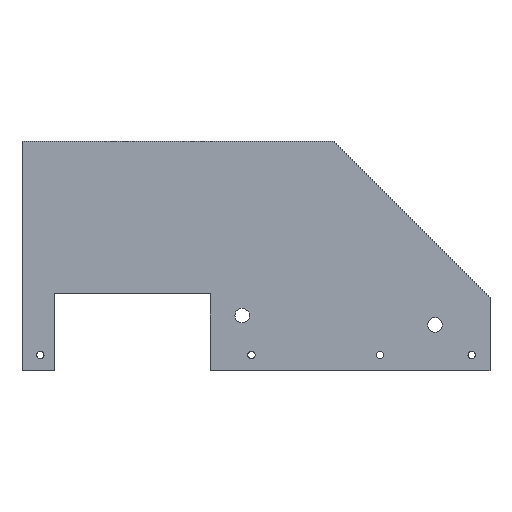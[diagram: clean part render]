
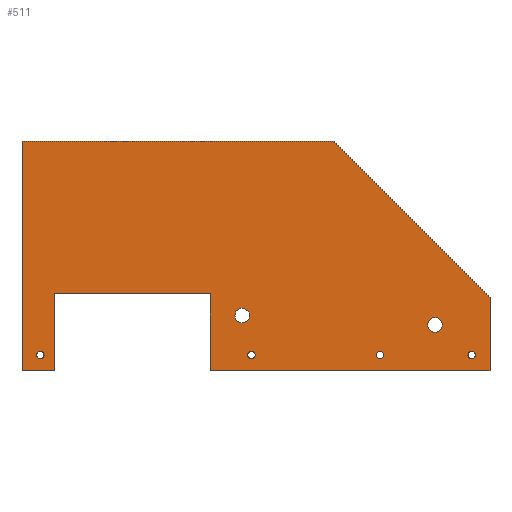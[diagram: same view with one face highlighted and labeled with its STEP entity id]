
A CAD part, top view. The second image highlights one B-rep face of the part: STEP entity #511.
In plain terms, the highlighted planar face has unit normal (0, 0, 1).
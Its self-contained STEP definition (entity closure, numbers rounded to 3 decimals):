
#106=CARTESIAN_POINT('',(-15.,-45.,4.));
#107=DIRECTION('',(0.,0.,-1.));
#108=DIRECTION('',(1.,0.,0.));
#109=AXIS2_PLACEMENT_3D('',#106,#107,#108);
#111=CARTESIAN_POINT('',(-15.,-45.,4.));
#112=DIRECTION('',(0.,0.,-1.));
#113=DIRECTION('',(-1.,0.,0.));
#114=AXIS2_PLACEMENT_3D('',#111,#112,#113);
#116=CARTESIAN_POINT('',(90.,-50.,4.));
#117=DIRECTION('',(0.,0.,-1.));
#118=DIRECTION('',(1.,0.,0.));
#119=AXIS2_PLACEMENT_3D('',#116,#117,#118);
#121=CARTESIAN_POINT('',(90.,-50.,4.));
#122=DIRECTION('',(0.,0.,-1.));
#123=DIRECTION('',(-1.,0.,0.));
#124=AXIS2_PLACEMENT_3D('',#121,#122,#123);
#126=CARTESIAN_POINT('',(-125.,-66.5,4.));
#127=DIRECTION('',(0.,0.,-1.));
#128=DIRECTION('',(1.,0.,0.));
#129=AXIS2_PLACEMENT_3D('',#126,#127,#128);
#131=CARTESIAN_POINT('',(-125.,-66.5,4.));
#132=DIRECTION('',(0.,0.,-1.));
#133=DIRECTION('',(-1.,0.,0.));
#134=AXIS2_PLACEMENT_3D('',#131,#132,#133);
#136=CARTESIAN_POINT('',(60.,-66.5,4.));
#137=DIRECTION('',(0.,0.,-1.));
#138=DIRECTION('',(1.,0.,0.));
#139=AXIS2_PLACEMENT_3D('',#136,#137,#138);
#141=CARTESIAN_POINT('',(60.,-66.5,4.));
#142=DIRECTION('',(0.,0.,-1.));
#143=DIRECTION('',(-1.,0.,0.));
#144=AXIS2_PLACEMENT_3D('',#141,#142,#143);
#146=CARTESIAN_POINT('',(110.,-66.5,4.));
#147=DIRECTION('',(0.,0.,-1.));
#148=DIRECTION('',(1.,0.,0.));
#149=AXIS2_PLACEMENT_3D('',#146,#147,#148);
#151=CARTESIAN_POINT('',(110.,-66.5,4.));
#152=DIRECTION('',(0.,0.,-1.));
#153=DIRECTION('',(-1.,0.,0.));
#154=AXIS2_PLACEMENT_3D('',#151,#152,#153);
#156=CARTESIAN_POINT('',(-10.,-66.5,4.));
#157=DIRECTION('',(0.,0.,-1.));
#158=DIRECTION('',(1.,0.,0.));
#159=AXIS2_PLACEMENT_3D('',#156,#157,#158);
#161=CARTESIAN_POINT('',(-10.,-66.5,4.));
#162=DIRECTION('',(0.,0.,-1.));
#163=DIRECTION('',(-1.,0.,0.));
#164=AXIS2_PLACEMENT_3D('',#161,#162,#163);
#166=DIRECTION('',(1.,0.,0.));
#167=VECTOR('',#166,17.5);
#168=CARTESIAN_POINT('',(-135.,-75.,4.));
#169=LINE('',#168,#167);
#170=DIRECTION('',(0.,-1.,0.));
#171=VECTOR('',#170,125.);
#172=CARTESIAN_POINT('',(-135.,50.,4.));
#173=LINE('',#172,#171);
#174=DIRECTION('',(-1.,0.,0.));
#175=VECTOR('',#174,170.);
#176=CARTESIAN_POINT('',(35.,50.,4.));
#177=LINE('',#176,#175);
#178=DIRECTION('',(-0.707,0.707,0.));
#179=VECTOR('',#178,120.208);
#180=CARTESIAN_POINT('',(120.,-35.,4.));
#181=LINE('',#180,#179);
#182=DIRECTION('',(0.,1.,0.));
#183=VECTOR('',#182,40.);
#184=CARTESIAN_POINT('',(120.,-75.,4.));
#185=LINE('',#184,#183);
#186=DIRECTION('',(1.,0.,0.));
#187=VECTOR('',#186,152.5);
#188=CARTESIAN_POINT('',(-32.5,-75.,4.));
#189=LINE('',#188,#187);
#190=DIRECTION('',(0.,-1.,0.));
#191=VECTOR('',#190,41.932);
#192=CARTESIAN_POINT('',(-32.5,-33.068,4.));
#193=LINE('',#192,#191);
#194=DIRECTION('',(1.,0.,0.));
#195=VECTOR('',#194,85.);
#196=CARTESIAN_POINT('',(-117.5,-33.068,4.));
#197=LINE('',#196,#195);
#198=DIRECTION('',(0.,1.,0.));
#199=VECTOR('',#198,41.932);
#200=CARTESIAN_POINT('',(-117.5,-75.,4.));
#201=LINE('',#200,#199);
#290=CARTESIAN_POINT('',(-135.,-75.,4.));
#291=CARTESIAN_POINT('',(-117.5,-75.,4.));
#292=VERTEX_POINT('',#290);
#293=VERTEX_POINT('',#291);
#294=CARTESIAN_POINT('',(120.,-75.,4.));
#295=CARTESIAN_POINT('',(120.,-35.,4.));
#296=VERTEX_POINT('',#294);
#297=VERTEX_POINT('',#295);
#298=CARTESIAN_POINT('',(35.,50.,4.));
#299=VERTEX_POINT('',#298);
#300=CARTESIAN_POINT('',(-135.,50.,4.));
#301=VERTEX_POINT('',#300);
#306=CARTESIAN_POINT('',(-11.,-45.,4.));
#307=CARTESIAN_POINT('',(-19.,-45.,4.));
#308=VERTEX_POINT('',#306);
#309=VERTEX_POINT('',#307);
#314=CARTESIAN_POINT('',(94.,-50.,4.));
#315=CARTESIAN_POINT('',(86.,-50.,4.));
#316=VERTEX_POINT('',#314);
#317=VERTEX_POINT('',#315);
#330=CARTESIAN_POINT('',(-123.,-66.5,4.));
#331=CARTESIAN_POINT('',(-127.,-66.5,4.));
#332=VERTEX_POINT('',#330);
#333=VERTEX_POINT('',#331);
#334=CARTESIAN_POINT('',(62.,-66.5,4.));
#335=CARTESIAN_POINT('',(58.,-66.5,4.));
#336=VERTEX_POINT('',#334);
#337=VERTEX_POINT('',#335);
#338=CARTESIAN_POINT('',(112.,-66.5,4.));
#339=CARTESIAN_POINT('',(108.,-66.5,4.));
#340=VERTEX_POINT('',#338);
#341=VERTEX_POINT('',#339);
#352=CARTESIAN_POINT('',(-8.,-66.5,4.));
#353=CARTESIAN_POINT('',(-12.,-66.5,4.));
#354=VERTEX_POINT('',#352);
#355=VERTEX_POINT('',#353);
#356=CARTESIAN_POINT('',(-117.5,-33.068,4.));
#357=VERTEX_POINT('',#356);
#358=CARTESIAN_POINT('',(-32.5,-33.068,4.));
#359=VERTEX_POINT('',#358);
#360=CARTESIAN_POINT('',(-32.5,-75.,4.));
#361=VERTEX_POINT('',#360);
#452=CARTESIAN_POINT('',(0.,0.,4.));
#453=DIRECTION('',(0.,0.,1.));
#454=DIRECTION('',(1.,0.,0.));
#455=AXIS2_PLACEMENT_3D('',#452,#453,#454);
#456=PLANE('',#455);
#458=ORIENTED_EDGE('',*,*,#457,.F.);
#460=ORIENTED_EDGE('',*,*,#459,.F.);
#462=ORIENTED_EDGE('',*,*,#461,.F.);
#464=ORIENTED_EDGE('',*,*,#463,.F.);
#466=ORIENTED_EDGE('',*,*,#465,.F.);
#468=ORIENTED_EDGE('',*,*,#467,.F.);
#470=ORIENTED_EDGE('',*,*,#469,.F.);
#472=ORIENTED_EDGE('',*,*,#471,.F.);
#474=ORIENTED_EDGE('',*,*,#473,.F.);
#475=EDGE_LOOP('',(#458,#460,#462,#464,#466,#468,#470,#472,#474));
#476=FACE_OUTER_BOUND('',#475,.F.);
#477=ORIENTED_EDGE('',*,*,#432,.F.);
#478=ORIENTED_EDGE('',*,*,#446,.F.);
#479=EDGE_LOOP('',(#477,#478));
#480=FACE_BOUND('',#479,.F.);
#482=ORIENTED_EDGE('',*,*,#481,.F.);
#484=ORIENTED_EDGE('',*,*,#483,.F.);
#485=EDGE_LOOP('',(#482,#484));
#486=FACE_BOUND('',#485,.F.);
#488=ORIENTED_EDGE('',*,*,#487,.F.);
#490=ORIENTED_EDGE('',*,*,#489,.F.);
#491=EDGE_LOOP('',(#488,#490));
#492=FACE_BOUND('',#491,.F.);
#494=ORIENTED_EDGE('',*,*,#493,.F.);
#496=ORIENTED_EDGE('',*,*,#495,.F.);
#497=EDGE_LOOP('',(#494,#496));
#498=FACE_BOUND('',#497,.F.);
#500=ORIENTED_EDGE('',*,*,#499,.F.);
#502=ORIENTED_EDGE('',*,*,#501,.F.);
#503=EDGE_LOOP('',(#500,#502));
#504=FACE_BOUND('',#503,.F.);
#506=ORIENTED_EDGE('',*,*,#505,.F.);
#508=ORIENTED_EDGE('',*,*,#507,.F.);
#509=EDGE_LOOP('',(#506,#508));
#510=FACE_BOUND('',#509,.F.);
#511=ADVANCED_FACE('',(#476,#480,#486,#492,#498,#504,#510),#456,.T.);
#110=CIRCLE('',#109,4.);
#115=CIRCLE('',#114,4.);
#120=CIRCLE('',#119,4.);
#125=CIRCLE('',#124,4.);
#130=CIRCLE('',#129,2.);
#135=CIRCLE('',#134,2.);
#140=CIRCLE('',#139,2.);
#145=CIRCLE('',#144,2.);
#150=CIRCLE('',#149,2.);
#155=CIRCLE('',#154,2.);
#160=CIRCLE('',#159,2.);
#165=CIRCLE('',#164,2.);
#432=EDGE_CURVE('',#308,#309,#110,.T.);
#446=EDGE_CURVE('',#309,#308,#115,.T.);
#457=EDGE_CURVE('',#292,#293,#169,.T.);
#459=EDGE_CURVE('',#301,#292,#173,.T.);
#461=EDGE_CURVE('',#299,#301,#177,.T.);
#463=EDGE_CURVE('',#297,#299,#181,.T.);
#465=EDGE_CURVE('',#296,#297,#185,.T.);
#467=EDGE_CURVE('',#361,#296,#189,.T.);
#469=EDGE_CURVE('',#359,#361,#193,.T.);
#471=EDGE_CURVE('',#357,#359,#197,.T.);
#473=EDGE_CURVE('',#293,#357,#201,.T.);
#481=EDGE_CURVE('',#316,#317,#120,.T.);
#483=EDGE_CURVE('',#317,#316,#125,.T.);
#487=EDGE_CURVE('',#332,#333,#130,.T.);
#489=EDGE_CURVE('',#333,#332,#135,.T.);
#493=EDGE_CURVE('',#336,#337,#140,.T.);
#495=EDGE_CURVE('',#337,#336,#145,.T.);
#499=EDGE_CURVE('',#340,#341,#150,.T.);
#501=EDGE_CURVE('',#341,#340,#155,.T.);
#505=EDGE_CURVE('',#354,#355,#160,.T.);
#507=EDGE_CURVE('',#355,#354,#165,.T.);
